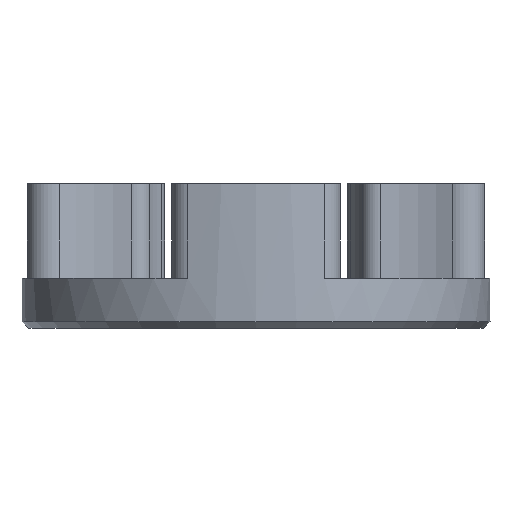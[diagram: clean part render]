
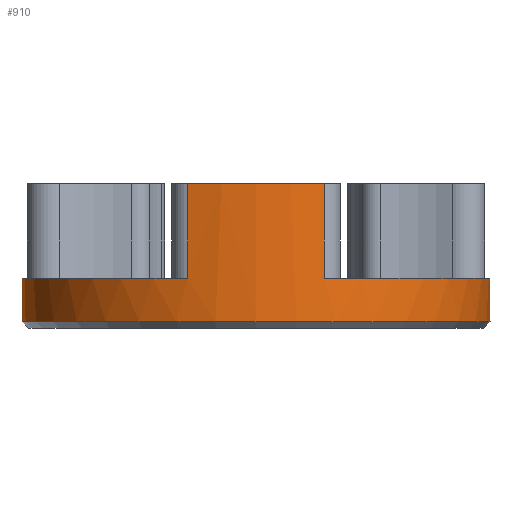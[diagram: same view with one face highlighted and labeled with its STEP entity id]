
A CAD part, front view. The second image highlights one B-rep face of the part: STEP entity #910.
In plain terms, the highlighted cylindrical face has radius 21 mm (diameter 42 mm), a full revolution.
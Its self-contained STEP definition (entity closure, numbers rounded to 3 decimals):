
#28=CYLINDRICAL_SURFACE('',#1065,21.);
#105=FACE_OUTER_BOUND('',#170,.T.);
#170=EDGE_LOOP('',(#753,#754,#755,#756,#757,#758,#759,#760,#761,#762,#763,
#764,#765,#766,#767,#768));
#223=LINE('',#1654,#269);
#224=LINE('',#1655,#270);
#225=LINE('',#1656,#271);
#226=LINE('',#1657,#272);
#227=LINE('',#1658,#273);
#228=LINE('',#1659,#274);
#229=LINE('',#1660,#275);
#269=VECTOR('',#1345,10.);
#270=VECTOR('',#1346,10.);
#271=VECTOR('',#1347,21.);
#272=VECTOR('',#1348,10.);
#273=VECTOR('',#1349,10.);
#274=VECTOR('',#1350,10.);
#275=VECTOR('',#1351,10.);
#323=CIRCLE('',#989,21.);
#333=CIRCLE('',#1002,21.);
#343=CIRCLE('',#1015,21.);
#348=CIRCLE('',#1023,21.);
#356=CIRCLE('',#1031,21.);
#357=CIRCLE('',#1032,21.);
#365=CIRCLE('',#1040,21.);
#379=CIRCLE('',#1063,21.);
#405=VERTEX_POINT('',#1491);
#411=VERTEX_POINT('',#1503);
#415=VERTEX_POINT('',#1516);
#421=VERTEX_POINT('',#1528);
#425=VERTEX_POINT('',#1541);
#431=VERTEX_POINT('',#1553);
#436=VERTEX_POINT('',#1568);
#437=VERTEX_POINT('',#1570);
#444=VERTEX_POINT('',#1584);
#445=VERTEX_POINT('',#1586);
#446=VERTEX_POINT('',#1588);
#453=VERTEX_POINT('',#1602);
#454=VERTEX_POINT('',#1604);
#467=VERTEX_POINT('',#1648);
#503=EDGE_CURVE('',#411,#405,#323,.T.);
#515=EDGE_CURVE('',#421,#415,#333,.T.);
#527=EDGE_CURVE('',#431,#425,#343,.T.);
#534=EDGE_CURVE('',#436,#437,#348,.T.);
#542=EDGE_CURVE('',#444,#445,#356,.T.);
#543=EDGE_CURVE('',#445,#446,#357,.T.);
#551=EDGE_CURVE('',#453,#454,#365,.T.);
#573=EDGE_CURVE('',#467,#467,#379,.T.);
#576=EDGE_CURVE('',#405,#453,#223,.T.);
#577=EDGE_CURVE('',#446,#411,#224,.T.);
#578=EDGE_CURVE('',#445,#467,#225,.T.);
#579=EDGE_CURVE('',#425,#444,#226,.T.);
#580=EDGE_CURVE('',#437,#431,#227,.T.);
#581=EDGE_CURVE('',#415,#436,#228,.T.);
#582=EDGE_CURVE('',#454,#421,#229,.T.);
#753=ORIENTED_EDGE('',*,*,#551,.F.);
#754=ORIENTED_EDGE('',*,*,#576,.F.);
#755=ORIENTED_EDGE('',*,*,#503,.F.);
#756=ORIENTED_EDGE('',*,*,#577,.F.);
#757=ORIENTED_EDGE('',*,*,#543,.F.);
#758=ORIENTED_EDGE('',*,*,#578,.T.);
#759=ORIENTED_EDGE('',*,*,#573,.F.);
#760=ORIENTED_EDGE('',*,*,#578,.F.);
#761=ORIENTED_EDGE('',*,*,#542,.F.);
#762=ORIENTED_EDGE('',*,*,#579,.F.);
#763=ORIENTED_EDGE('',*,*,#527,.F.);
#764=ORIENTED_EDGE('',*,*,#580,.F.);
#765=ORIENTED_EDGE('',*,*,#534,.F.);
#766=ORIENTED_EDGE('',*,*,#581,.F.);
#767=ORIENTED_EDGE('',*,*,#515,.F.);
#768=ORIENTED_EDGE('',*,*,#582,.F.);
#910=ADVANCED_FACE('',(#105),#28,.T.);
#989=AXIS2_PLACEMENT_3D('',#1505,#1176,#1177);
#1002=AXIS2_PLACEMENT_3D('',#1530,#1204,#1205);
#1015=AXIS2_PLACEMENT_3D('',#1555,#1232,#1233);
#1023=AXIS2_PLACEMENT_3D('',#1571,#1250,#1251);
#1031=AXIS2_PLACEMENT_3D('',#1587,#1266,#1267);
#1032=AXIS2_PLACEMENT_3D('',#1589,#1268,#1269);
#1040=AXIS2_PLACEMENT_3D('',#1605,#1284,#1285);
#1063=AXIS2_PLACEMENT_3D('',#1649,#1338,#1339);
#1065=AXIS2_PLACEMENT_3D('',#1653,#1343,#1344);
#1176=DIRECTION('center_axis',(0.,0.,1.));
#1177=DIRECTION('ref_axis',(1.,0.,0.));
#1204=DIRECTION('center_axis',(0.,0.,1.));
#1205=DIRECTION('ref_axis',(1.,0.,0.));
#1232=DIRECTION('center_axis',(0.,0.,1.));
#1233=DIRECTION('ref_axis',(1.,0.,0.));
#1250=DIRECTION('center_axis',(0.,0.,1.));
#1251=DIRECTION('ref_axis',(1.,0.,0.));
#1266=DIRECTION('center_axis',(0.,0.,1.));
#1267=DIRECTION('ref_axis',(1.,0.,0.));
#1268=DIRECTION('center_axis',(0.,0.,1.));
#1269=DIRECTION('ref_axis',(1.,0.,0.));
#1284=DIRECTION('center_axis',(0.,0.,1.));
#1285=DIRECTION('ref_axis',(1.,0.,0.));
#1338=DIRECTION('center_axis',(0.,0.,-1.));
#1339=DIRECTION('ref_axis',(1.,0.,0.));
#1343=DIRECTION('center_axis',(0.,0.,1.));
#1344=DIRECTION('ref_axis',(1.,0.,0.));
#1345=DIRECTION('',(0.,0.,-1.));
#1346=DIRECTION('',(0.,0.,1.));
#1347=DIRECTION('',(0.,0.,-1.));
#1348=DIRECTION('',(0.,0.,-1.));
#1349=DIRECTION('',(0.,0.,1.));
#1350=DIRECTION('',(0.,0.,-1.));
#1351=DIRECTION('',(0.,0.,1.));
#1491=CARTESIAN_POINT('',(6.14,-20.082,13.4));
#1503=CARTESIAN_POINT('',(-6.14,-20.082,13.4));
#1505=CARTESIAN_POINT('Origin',(0.,0.,13.4));
#1516=CARTESIAN_POINT('',(14.322,15.358,13.4));
#1528=CARTESIAN_POINT('',(20.462,4.724,13.4));
#1530=CARTESIAN_POINT('Origin',(0.,0.,13.4));
#1541=CARTESIAN_POINT('',(-20.462,4.724,13.4));
#1553=CARTESIAN_POINT('',(-14.322,15.358,13.4));
#1555=CARTESIAN_POINT('Origin',(0.,0.,13.4));
#1568=CARTESIAN_POINT('',(14.322,15.358,4.9));
#1570=CARTESIAN_POINT('',(-14.322,15.358,4.9));
#1571=CARTESIAN_POINT('Origin',(0.,0.,4.9));
#1584=CARTESIAN_POINT('',(-20.462,4.724,4.9));
#1586=CARTESIAN_POINT('',(-21.,0.,4.9));
#1587=CARTESIAN_POINT('Origin',(0.,0.,4.9));
#1588=CARTESIAN_POINT('',(-6.14,-20.082,4.9));
#1589=CARTESIAN_POINT('Origin',(0.,0.,4.9));
#1602=CARTESIAN_POINT('',(6.14,-20.082,4.9));
#1604=CARTESIAN_POINT('',(20.462,4.724,4.9));
#1605=CARTESIAN_POINT('Origin',(0.,0.,4.9));
#1648=CARTESIAN_POINT('',(-21.,0.,1.));
#1649=CARTESIAN_POINT('Origin',(0.,0.,1.));
#1653=CARTESIAN_POINT('Origin',(0.,0.,0.));
#1654=CARTESIAN_POINT('',(6.14,-20.082,0.));
#1655=CARTESIAN_POINT('',(-6.14,-20.082,0.));
#1656=CARTESIAN_POINT('',(-21.,0.,0.));
#1657=CARTESIAN_POINT('',(-20.462,4.724,0.));
#1658=CARTESIAN_POINT('',(-14.322,15.358,0.));
#1659=CARTESIAN_POINT('',(14.322,15.358,0.));
#1660=CARTESIAN_POINT('',(20.462,4.724,0.));
